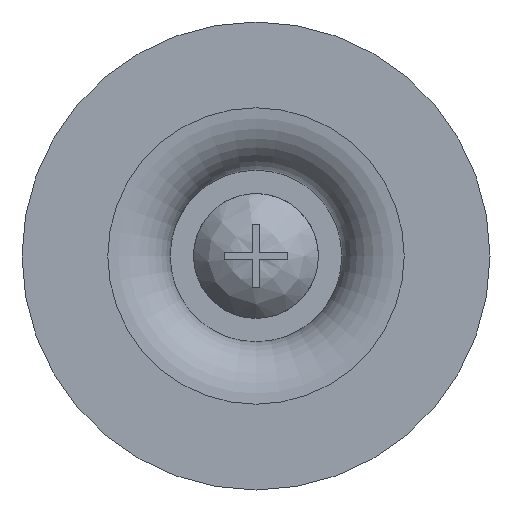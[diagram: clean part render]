
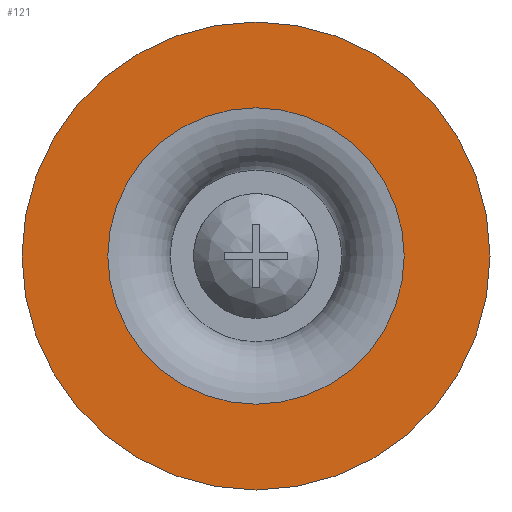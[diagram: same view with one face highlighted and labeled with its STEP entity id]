
A CAD part, front view. The second image highlights one B-rep face of the part: STEP entity #121.
In plain terms, the highlighted planar face has unit normal (0, -1, 0).
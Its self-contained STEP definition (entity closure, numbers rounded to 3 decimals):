
#121 = ADVANCED_FACE( '', ( #260, #261 ), #262, .F. );
#260 = FACE_BOUND( '', #415, .T. );
#261 = FACE_OUTER_BOUND( '', #416, .T. );
#262 = PLANE( '', #417 );
#415 = EDGE_LOOP( '', ( #723 ) );
#416 = EDGE_LOOP( '', ( #724 ) );
#417 = AXIS2_PLACEMENT_3D( '', #725, #726, #727 );
#723 = ORIENTED_EDGE( '', *, *, #971, .F. );
#724 = ORIENTED_EDGE( '', *, *, #972, .T. );
#725 = CARTESIAN_POINT( '', ( 15., 0., 0. ) );
#726 = DIRECTION( '', ( 0., 1., 0. ) );
#727 = DIRECTION( '', ( 0., 0., 1. ) );
#971 = EDGE_CURVE( '', #1159, #1159, #1160, .T. );
#972 = EDGE_CURVE( '', #1161, #1161, #1162, .T. );
#1159 = VERTEX_POINT( '', #1504 );
#1160 = CIRCLE( '', #1505, 9.5 );
#1161 = VERTEX_POINT( '', #1506 );
#1162 = CIRCLE( '', #1507, 15. );
#1504 = CARTESIAN_POINT( '', ( 0., 0., -9.5 ) );
#1505 = AXIS2_PLACEMENT_3D( '', #1675, #1676, #1677 );
#1506 = CARTESIAN_POINT( '', ( 0., 0., -15. ) );
#1507 = AXIS2_PLACEMENT_3D( '', #1678, #1679, #1680 );
#1675 = CARTESIAN_POINT( '', ( 0., 0., 0. ) );
#1676 = DIRECTION( '', ( 0., -1., 0. ) );
#1677 = DIRECTION( '', ( 0., 0., -1. ) );
#1678 = CARTESIAN_POINT( '', ( 0., 0., 0. ) );
#1679 = DIRECTION( '', ( 0., -1., 0. ) );
#1680 = DIRECTION( '', ( 0., 0., -1. ) );
